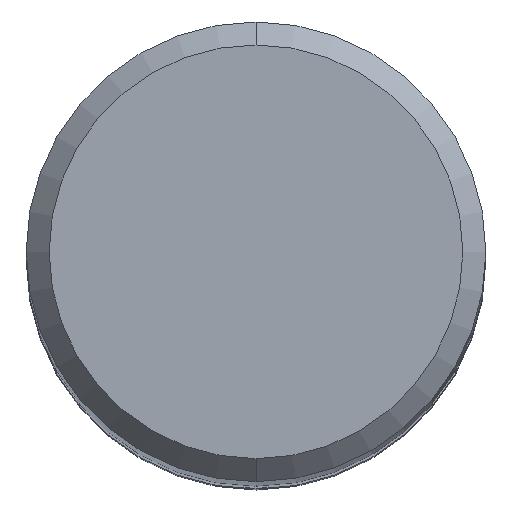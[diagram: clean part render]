
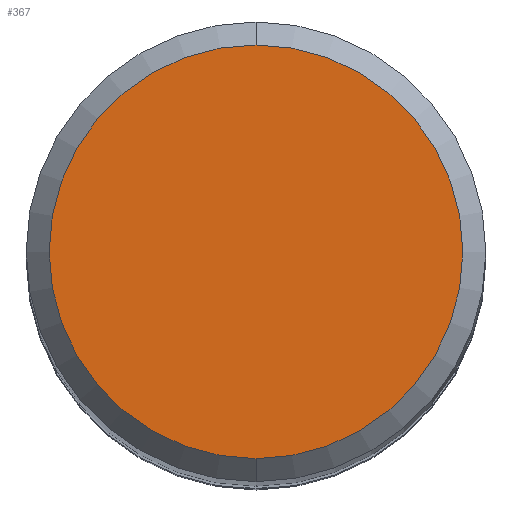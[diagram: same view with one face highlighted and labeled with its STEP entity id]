
A CAD part, top view. The second image highlights one B-rep face of the part: STEP entity #367.
In plain terms, the highlighted planar face has unit normal (0, 0, 1).
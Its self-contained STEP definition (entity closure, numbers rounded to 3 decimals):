
#311=EDGE_CURVE('',#453,#487,#654,.T.);
#367=ADVANCED_FACE('',(#716),#717,.T.);
#453=VERTEX_POINT('',#812);
#469=EDGE_CURVE('',#487,#453,#829,.T.);
#487=VERTEX_POINT('',#848);
#654=CIRCLE('',#1162,3.6);
#716=FACE_OUTER_BOUND('',#1342,.T.);
#717=PLANE('',#1343);
#812=CARTESIAN_POINT('',(0.0,3.6,0.0));
#829=CIRCLE('',#1505,3.6);
#848=CARTESIAN_POINT('',(0.,-3.6,0.0));
#1162=AXIS2_PLACEMENT_3D('',#1701,#1702,#1703);
#1342=EDGE_LOOP('',(#1775,#1776));
#1343=AXIS2_PLACEMENT_3D('',#1777,#1778,#1779);
#1505=AXIS2_PLACEMENT_3D('',#1883,#1884,#1885);
#1701=CARTESIAN_POINT('',(0.0,0.0,0.0));
#1702=DIRECTION('',(0.0,0.0,-1.0));
#1703=DIRECTION('',(0.0,1.0,0.0));
#1775=ORIENTED_EDGE('',*,*,#311,.F.);
#1776=ORIENTED_EDGE('',*,*,#469,.F.);
#1777=CARTESIAN_POINT('',(0.0,1.8,0.0));
#1778=DIRECTION('',(-0.0,0.0,1.0));
#1779=DIRECTION('',(0.0,-1.0,0.0));
#1883=CARTESIAN_POINT('',(0.0,0.0,0.0));
#1884=DIRECTION('',(0.0,0.0,-1.0));
#1885=DIRECTION('',(0.0,1.0,0.0));
